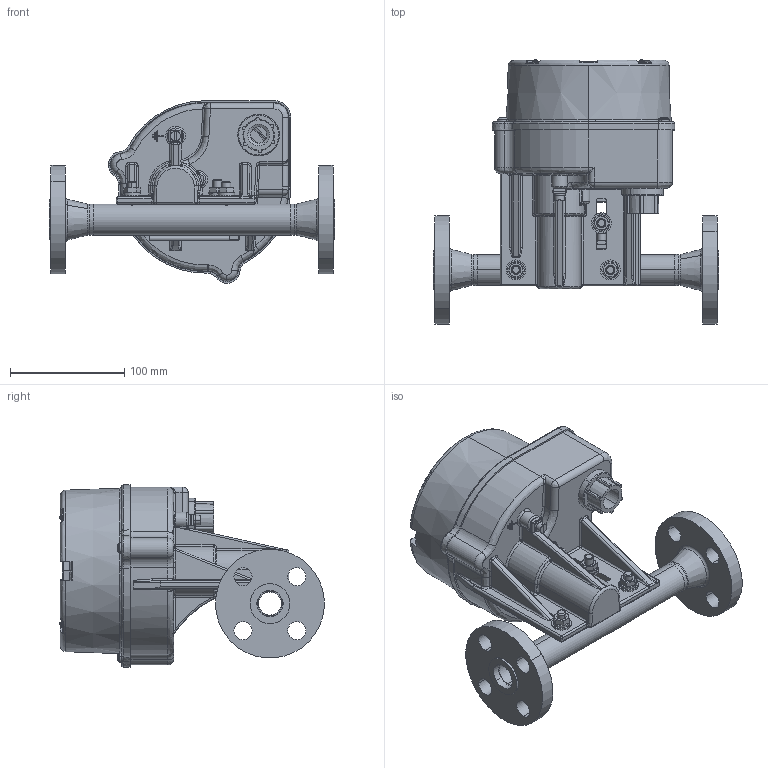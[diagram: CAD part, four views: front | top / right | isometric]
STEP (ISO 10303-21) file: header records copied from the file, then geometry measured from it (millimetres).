
FILE_DESCRIPTION (( 'STEP AP203' ), '1' );
FILE_NAME ('3809G-A-07-F-1-H-0.STEP', '2020-06-24T15:42:34', ( '' ), ( '' ), 'SwSTEP 2.0', 'SolidWorks 2019', '' );
FILE_SCHEMA (( 'CONFIG_CONTROL_DESIGN' ));
Length unit declared in the file: inch
Products named in the file (1): 3809G-A-07-F-1-H-0
Bounding box: 250 x 231.29 x 159.74 mm (x, y, z)
Volume: 837651.8 mm3; surface area: 328772.2 mm2
Topology: 36 solids, 36 shells, 1812 faces, 4396 edges, 2645 vertices
Faces by surface type: cylinder 722, plane 457, bspline 416, cone 182, torus 35
Entity records: 99537 total; most frequent: CARTESIAN_POINT 60071, ORIENTED_EDGE 8630, DIRECTION 7740, EDGE_CURVE 4315, AXIS2_PLACEMENT_3D 3065, VERTEX_POINT 2645, EDGE_LOOP 1948, ADVANCED_FACE 1812
